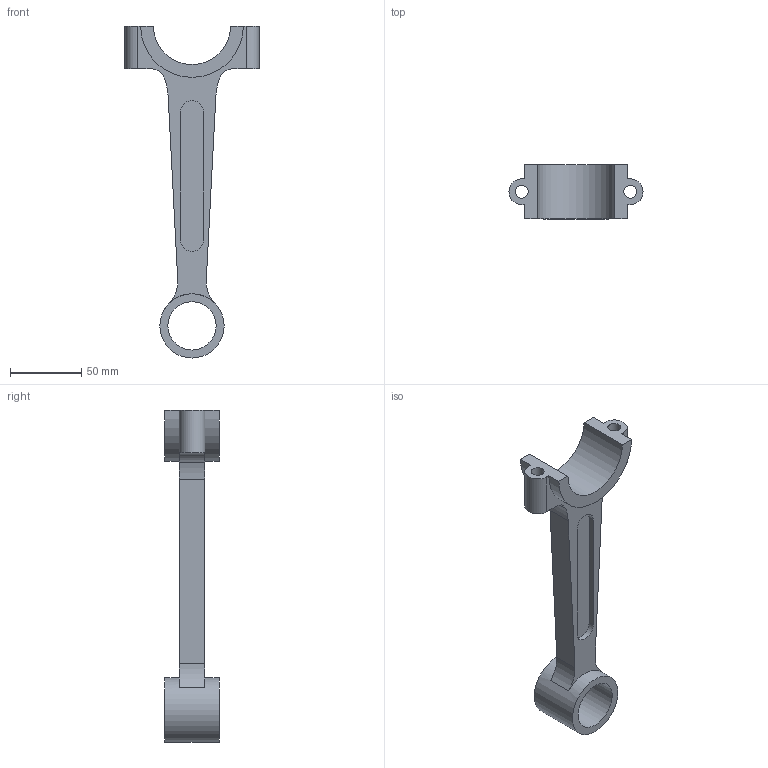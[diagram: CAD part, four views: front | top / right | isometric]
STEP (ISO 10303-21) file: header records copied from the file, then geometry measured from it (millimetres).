
FILE_DESCRIPTION (( 'STEP AP214' ), '1' );
FILE_NAME ('Part4. Connecting rod.STEP', '2025-02-20T13:27:07', ( '' ), ( '' ), 'SwSTEP 2.0', 'SolidWorks 2025', '' );
FILE_SCHEMA (( 'AUTOMOTIVE_DESIGN' ));
Length unit declared in the file: millimetre
Products named in the file (1): Part4. Connecting rod
Bounding box: 94 x 38 x 232.7 mm (x, y, z)
Volume: 134781.9 mm3; surface area: 39961.5 mm2
Topology: 1 solids, 1 shells, 375 faces, 998 edges, 666 vertices
Faces by surface type: plane 238, bspline 118, cylinder 19
Full cylindrical faces by diameter (mm): 9 x2, 33.8 x1, 45 x1
Entity records: 18250 total; most frequent: CARTESIAN_POINT 9681, ORIENTED_EDGE 1978, DIRECTION 1309, EDGE_CURVE 989, LINE 713, VECTOR 713, VERTEX_POINT 662, EDGE_LOOP 427
